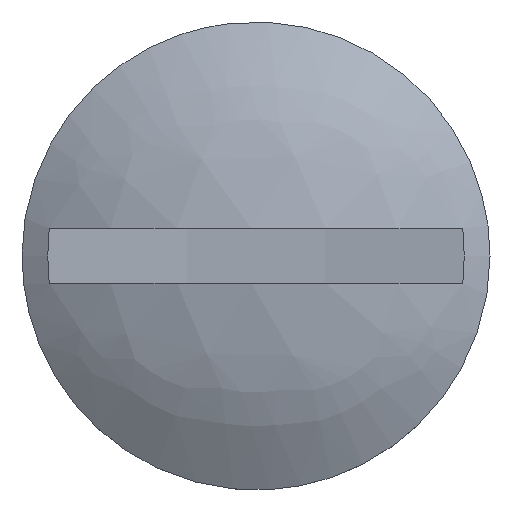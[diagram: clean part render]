
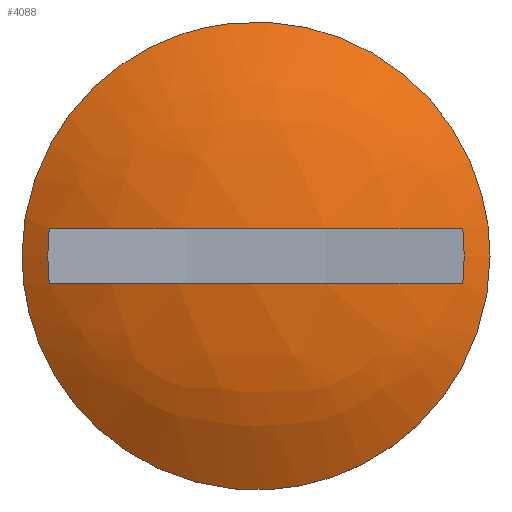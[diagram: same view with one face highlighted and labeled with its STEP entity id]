
A CAD part, top view. The second image highlights one B-rep face of the part: STEP entity #4088.
In plain terms, the highlighted free-form (B-spline) face has degree [2, 2] with [4, 4] control points.
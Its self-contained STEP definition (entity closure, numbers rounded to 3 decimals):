
#761=CARTESIAN_POINT('',(-0.708,5.958,0.5));
#762=VERTEX_POINT('',#761);
#768=CARTESIAN_POINT('',(6.0,0.0,0.5));
#769=VERTEX_POINT('',#768);
#770=CARTESIAN_POINT('',(-0.708,5.958,0.5));
#771=CARTESIAN_POINT('',(-0.355,6.0,0.5));
#772=CARTESIAN_POINT('',(0.0,6.0,0.5));
#773=CARTESIAN_POINT('',(6.0,6.0,0.5));
#774=CARTESIAN_POINT('',(6.0,0.0,0.5));
#782=(BOUNDED_CURVE()B_SPLINE_CURVE(2,(#770,#771,#772,#773,#774),.UNSPECIFIED.,.F.,.U.)B_SPLINE_CURVE_WITH_KNOTS((3,2,3),(0.23,0.25,0.5),.UNSPECIFIED.)CURVE()GEOMETRIC_REPRESENTATION_ITEM()RATIONAL_B_SPLINE_CURVE((0.956,0.976,1.0,0.707,1.0))REPRESENTATION_ITEM(''));
#783=EDGE_CURVE('',#762,#769,#782,.T.);
#785=CARTESIAN_POINT('',(0.366,-5.989,0.5));
#786=VERTEX_POINT('',#785);
#787=CARTESIAN_POINT('',(6.0,0.0,0.5));
#788=CARTESIAN_POINT('',(6.,-5.644,0.5));
#789=CARTESIAN_POINT('',(0.366,-5.989,0.5));
#797=(BOUNDED_CURVE()B_SPLINE_CURVE(2,(#787,#788,#789),.UNSPECIFIED.,.F.,.U.)B_SPLINE_CURVE_WITH_KNOTS((3,3),(0.5,0.739),.UNSPECIFIED.)CURVE()GEOMETRIC_REPRESENTATION_ITEM()RATIONAL_B_SPLINE_CURVE((1.0,0.72,0.976))REPRESENTATION_ITEM(''));
#798=EDGE_CURVE('',#769,#786,#797,.T.);
#872=CARTESIAN_POINT('',(-6.0,0.0,0.5));
#873=VERTEX_POINT('',#872);
#874=CARTESIAN_POINT('',(0.366,-5.989,0.5));
#875=CARTESIAN_POINT('',(0.183,-6.0,0.5));
#876=CARTESIAN_POINT('',(0.0,-6.0,0.5));
#877=CARTESIAN_POINT('',(-6.0,-6.0,0.5));
#878=CARTESIAN_POINT('',(-6.0,0.0,0.5));
#886=(BOUNDED_CURVE()B_SPLINE_CURVE(2,(#874,#875,#876,#877,#878),.UNSPECIFIED.,.F.,.U.)B_SPLINE_CURVE_WITH_KNOTS((3,2,3),(0.739,0.75,1.0),.UNSPECIFIED.)CURVE()GEOMETRIC_REPRESENTATION_ITEM()RATIONAL_B_SPLINE_CURVE((0.976,0.988,1.0,0.707,1.0))REPRESENTATION_ITEM(''));
#887=EDGE_CURVE('',#786,#873,#886,.T.);
#889=CARTESIAN_POINT('',(-6.0,0.0,0.5));
#890=CARTESIAN_POINT('',(-6.,5.329,0.5));
#891=CARTESIAN_POINT('',(-0.708,5.958,0.5));
#899=(BOUNDED_CURVE()B_SPLINE_CURVE(2,(#889,#890,#891),.UNSPECIFIED.,.F.,.U.)B_SPLINE_CURVE_WITH_KNOTS((3,3),(0.0,0.23),.UNSPECIFIED.)CURVE()GEOMETRIC_REPRESENTATION_ITEM()RATIONAL_B_SPLINE_CURVE((1.0,0.731,0.956))REPRESENTATION_ITEM(''));
#900=EDGE_CURVE('',#873,#762,#899,.T.);
#3929=CARTESIAN_POINT('',(-5.304,-0.7,0.872));
#3930=VERTEX_POINT('',#3929);
#3931=CARTESIAN_POINT('',(5.304,-0.7,0.872));
#3932=VERTEX_POINT('',#3931);
#3946=CARTESIAN_POINT('',(5.304,-0.7,0.872));
#3947=CARTESIAN_POINT('',(0.,-0.7,3.654));
#3948=CARTESIAN_POINT('',(-5.304,-0.7,0.872));
#3956=(BOUNDED_CURVE()B_SPLINE_CURVE(2,(#3946,#3947,#3948),.UNSPECIFIED.,.F.,.U.)CURVE()GEOMETRIC_REPRESENTATION_ITEM()QUASI_UNIFORM_CURVE()RATIONAL_B_SPLINE_CURVE((1.0,0.886,1.0))REPRESENTATION_ITEM(''));
#3957=EDGE_CURVE('',#3932,#3930,#3956,.T.);
#3967=CARTESIAN_POINT('',(5.304,0.7,0.872));
#3968=VERTEX_POINT('',#3967);
#3969=CARTESIAN_POINT('',(-5.304,0.7,0.872));
#3970=VERTEX_POINT('',#3969);
#3971=CARTESIAN_POINT('',(5.304,0.7,0.872));
#3972=CARTESIAN_POINT('',(0.,0.7,3.654));
#3973=CARTESIAN_POINT('',(-5.304,0.7,0.872));
#3981=(BOUNDED_CURVE()B_SPLINE_CURVE(2,(#3971,#3972,#3973),.UNSPECIFIED.,.F.,.U.)CURVE()GEOMETRIC_REPRESENTATION_ITEM()QUASI_UNIFORM_CURVE()RATIONAL_B_SPLINE_CURVE((1.0,0.886,1.0))REPRESENTATION_ITEM(''));
#3982=EDGE_CURVE('',#3968,#3970,#3981,.T.);
#4015=CARTESIAN_POINT('',(-5.304,-0.7,0.872));
#4016=CARTESIAN_POINT('',(-5.328,-0.467,0.875));
#4017=CARTESIAN_POINT('',(-5.352,0.,0.879));
#4018=CARTESIAN_POINT('',(-5.328,0.467,0.875));
#4019=CARTESIAN_POINT('',(-5.304,0.7,0.872));
#4020=B_SPLINE_CURVE_WITH_KNOTS('',3,(#4015,#4016,#4017,#4018,#4019),.UNSPECIFIED.,.F.,.U.,(4,1,4),(0.0,0.5,1.0),.UNSPECIFIED.);
#4021=EDGE_CURVE('',#3930,#3970,#4020,.T.);
#4024=CARTESIAN_POINT('',(5.304,0.7,0.872));
#4025=CARTESIAN_POINT('',(5.328,0.467,0.875));
#4026=CARTESIAN_POINT('',(5.352,0.,0.879));
#4027=CARTESIAN_POINT('',(5.328,-0.467,0.875));
#4028=CARTESIAN_POINT('',(5.304,-0.7,0.872));
#4029=B_SPLINE_CURVE_WITH_KNOTS('',3,(#4024,#4025,#4026,#4027,#4028),.UNSPECIFIED.,.F.,.U.,(4,1,4),(0.0,0.5,1.0),.UNSPECIFIED.);
#4030=EDGE_CURVE('',#3968,#3932,#4029,.T.);
#4052=CARTESIAN_POINT('',(-5.97,-5.97,-1.521));
#4053=CARTESIAN_POINT('',(-3.249,-6.498,0.175));
#4054=CARTESIAN_POINT('',(3.249,-6.498,0.175));
#4055=CARTESIAN_POINT('',(5.97,-5.97,-1.521));
#4056=CARTESIAN_POINT('',(-6.498,-3.249,0.175));
#4057=CARTESIAN_POINT('',(-3.565,-3.565,2.2));
#4058=CARTESIAN_POINT('',(3.565,-3.565,2.2));
#4059=CARTESIAN_POINT('',(6.498,-3.249,0.175));
#4060=CARTESIAN_POINT('',(-6.498,3.249,0.175));
#4061=CARTESIAN_POINT('',(-3.565,3.565,2.2));
#4062=CARTESIAN_POINT('',(3.565,3.565,2.2));
#4063=CARTESIAN_POINT('',(6.498,3.249,0.175));
#4064=CARTESIAN_POINT('',(-5.97,5.97,-1.521));
#4065=CARTESIAN_POINT('',(-3.249,6.498,0.175));
#4066=CARTESIAN_POINT('',(3.249,6.498,0.175));
#4067=CARTESIAN_POINT('',(5.97,5.97,-1.521));
#4075=(BOUNDED_SURFACE()B_SPLINE_SURFACE(2,2,((#4052,#4056,#4060,#4064),(#4053,#4057,#4061,#4065),(#4054,#4058,#4062,#4066),(#4055,#4059,#4063,#4067)),.UNSPECIFIED.,.F.,.F.,.U.)B_SPLINE_SURFACE_WITH_KNOTS((3,1,3),(3,1,3),(1.175,7.856,14.536),(1.175,7.856,14.536),.UNSPECIFIED.)GEOMETRIC_REPRESENTATION_ITEM()RATIONAL_B_SPLINE_SURFACE(((1.194,1.097,1.097,1.194),(1.097,1.0,1.0,1.097),(1.097,1.0,1.0,1.097),(1.194,1.097,1.097,1.194)))REPRESENTATION_ITEM('')SURFACE());
#4076=ORIENTED_EDGE('',*,*,#887,.F.);
#4077=ORIENTED_EDGE('',*,*,#798,.F.);
#4078=ORIENTED_EDGE('',*,*,#783,.F.);
#4079=ORIENTED_EDGE('',*,*,#900,.F.);
#4080=EDGE_LOOP('',(#4076,#4077,#4078,#4079));
#4081=FACE_OUTER_BOUND('',#4080,.T.);
#4082=ORIENTED_EDGE('',*,*,#3982,.F.);
#4083=ORIENTED_EDGE('',*,*,#4030,.T.);
#4084=ORIENTED_EDGE('',*,*,#3957,.T.);
#4085=ORIENTED_EDGE('',*,*,#4021,.T.);
#4086=EDGE_LOOP('',(#4082,#4083,#4084,#4085));
#4087=FACE_BOUND('',#4086,.T.);
#4088=ADVANCED_FACE('',(#4081,#4087),#4075,.T.);
